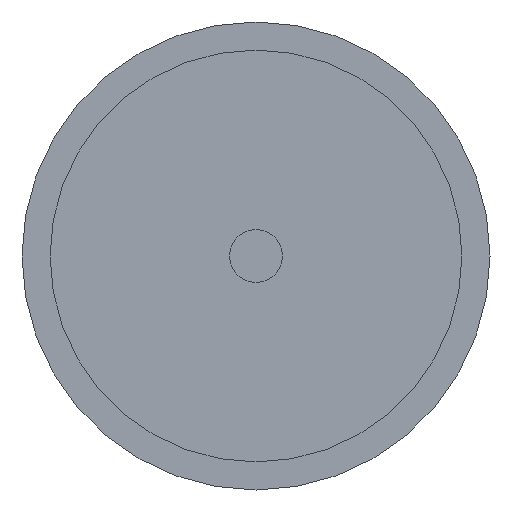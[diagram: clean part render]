
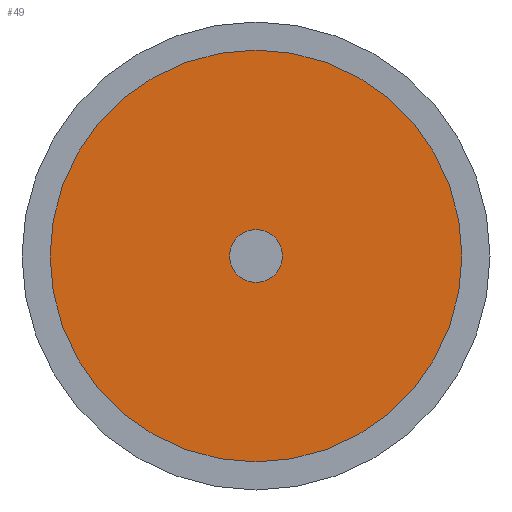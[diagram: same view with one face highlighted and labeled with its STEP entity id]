
A CAD part, front view. The second image highlights one B-rep face of the part: STEP entity #49.
In plain terms, the highlighted planar face has unit normal (0, -1, 0).
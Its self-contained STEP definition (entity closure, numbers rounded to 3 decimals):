
#49 = ADVANCED_FACE( '', ( #99, #100 ), #101, .F. );
#99 = FACE_BOUND( '', #175, .T. );
#100 = FACE_OUTER_BOUND( '', #176, .T. );
#101 = PLANE( '', #177 );
#175 = EDGE_LOOP( '', ( #224 ) );
#176 = EDGE_LOOP( '', ( #225 ) );
#177 = AXIS2_PLACEMENT_3D( '', #226, #227, #228 );
#224 = ORIENTED_EDGE( '', *, *, #231, .F. );
#225 = ORIENTED_EDGE( '', *, *, #233, .T. );
#226 = CARTESIAN_POINT( '', ( 35.2, -2., 0. ) );
#227 = DIRECTION( '', ( 0., 1., 0. ) );
#228 = DIRECTION( '', ( 0., 0., 1. ) );
#231 = EDGE_CURVE( '', #250, #250, #251, .F. );
#233 = EDGE_CURVE( '', #253, #253, #254, .T. );
#250 = VERTEX_POINT( '', #275 );
#251 = CIRCLE( '', #276, 4.5 );
#253 = VERTEX_POINT( '', #278 );
#254 = CIRCLE( '', #279, 35.2 );
#275 = CARTESIAN_POINT( '', ( 0., -2., 4.5 ) );
#276 = AXIS2_PLACEMENT_3D( '', #300, #301, #302 );
#278 = CARTESIAN_POINT( '', ( 0., -2., -35.2 ) );
#279 = AXIS2_PLACEMENT_3D( '', #303, #304, #305 );
#300 = CARTESIAN_POINT( '', ( 0., -2., 0. ) );
#301 = DIRECTION( '', ( 0., 1., 0. ) );
#302 = DIRECTION( '', ( 0., 0., 1. ) );
#303 = CARTESIAN_POINT( '', ( 0., -2., 0. ) );
#304 = DIRECTION( '', ( 0., -1., 0. ) );
#305 = DIRECTION( '', ( 0., 0., -1. ) );
